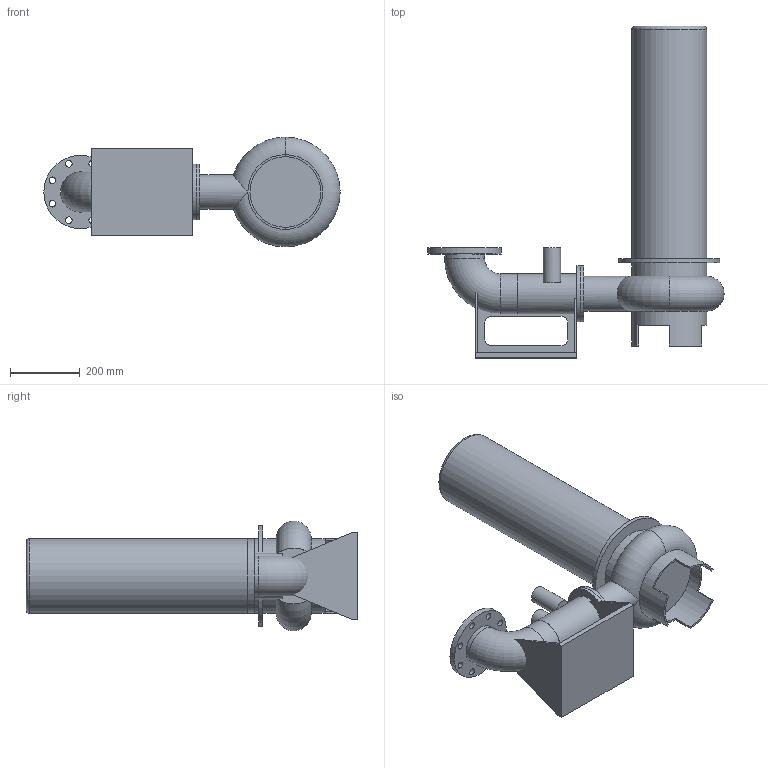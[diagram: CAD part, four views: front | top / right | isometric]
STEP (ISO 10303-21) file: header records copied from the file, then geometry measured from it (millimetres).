
FILE_DESCRIPTION(/* description */ (''),/* implementation_level */ '2;1');
FILE_NAME(/* name */ '',/* time_stamp */ '2023-04-19T09:27:05+09:00',/* author */ (''),/* organization */ (''),/* preprocessor_version */ 'ST-DEVELOPER v19.2',/* originating_system */ 'Autodesk Translation Framework v12.4.0.73',/* authorisation */ '');
FILE_SCHEMA (('AUTOMOTIVE_DESIGN { 1 0 10303 214 3 1 1 }'));
Length unit declared in the file: millimetre
Products named in the file (3): 100A_着脱式; 100A_PF v3; 100A_PF
Assembly tree (2 placements, depth 3):
  100A_着脱式
    100A_PF v3
      100A_PF
Bounding box: 848 x 950 x 314 mm (x, y, z)
Volume: 37263080.1 mm3; surface area: 1633575.4 mm2
Topology: 6 solids, 6 shells, 106 faces, 251 edges, 164 vertices
Faces by surface type: plane 67, cylinder 34, torus 5
Full cylindrical faces by diameter (mm): 19 x8, 50 x2, 100 x1, 105.3 x2, 114.3 x2, 115.4 x1, 160 x2, 202 x1, 210 x1, 214 x3, 288.988 x1
Entity records: 3386 total; most frequent: CARTESIAN_POINT 716, DIRECTION 561, ORIENTED_EDGE 502, EDGE_CURVE 251, AXIS2_PLACEMENT_3D 207, VERTEX_POINT 164, LINE 147, VECTOR 147
